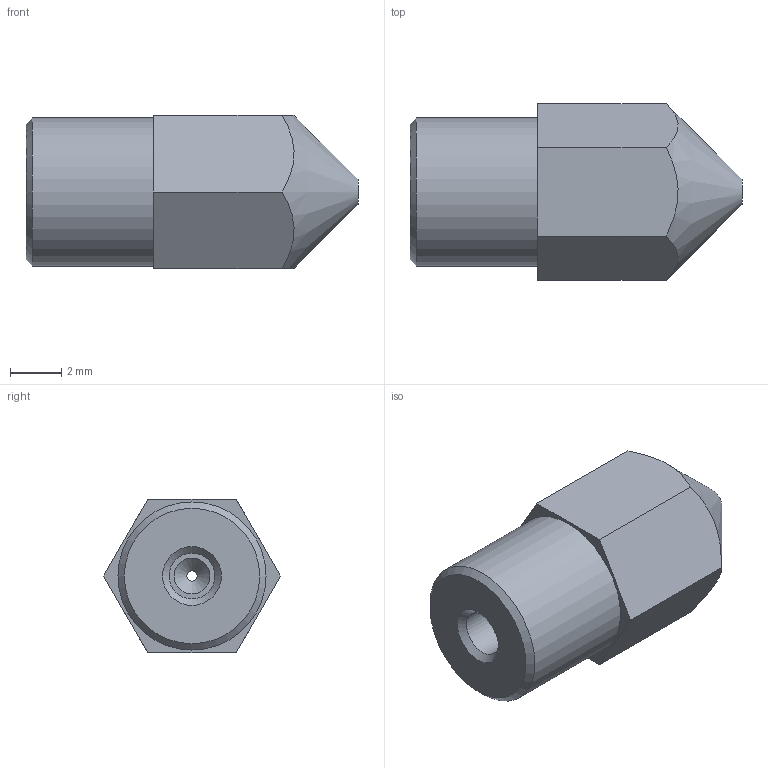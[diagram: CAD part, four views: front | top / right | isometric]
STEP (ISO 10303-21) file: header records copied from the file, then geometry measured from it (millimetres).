
FILE_DESCRIPTION(/* description */ (''),/* implementation_level */ '2;1');
FILE_NAME(/* name */ 'MK8 NOZZELS (M6.2.0.2-0.4).stp',/* time_stamp */ '2023-03-01T15:16:11+02:00',/* author */ ('arnold.brand'),/* organization */ (''),/* preprocessor_version */ 'ST-DEVELOPER v19.2',/* originating_system */ 'Autodesk Inventor 2023',/* authorisation */ '');
FILE_SCHEMA (('AUTOMOTIVE_DESIGN { 1 0 10303 214 3 1 1 }'));
Length unit declared in the file: millimetre
Products named in the file (1): MK8 NOZZELS (M6.2.0.2-0.4)
Bounding box: 13 x 6.93 x 6 mm (x, y, z)
Volume: 299.7 mm3; surface area: 342.4 mm2
Topology: 1 solids, 1 shells, 17 faces, 36 edges, 23 vertices
Faces by surface type: plane 10, cone 4, cylinder 3
Full cylindrical faces by diameter (mm): 0.4 x1, 1.8 x1, 5.8 x1
Entity records: 498 total; most frequent: CARTESIAN_POINT 89, DIRECTION 77, ORIENTED_EDGE 72, EDGE_CURVE 36, AXIS2_PLACEMENT_3D 29, VERTEX_POINT 23, EDGE_LOOP 21, LINE 19
